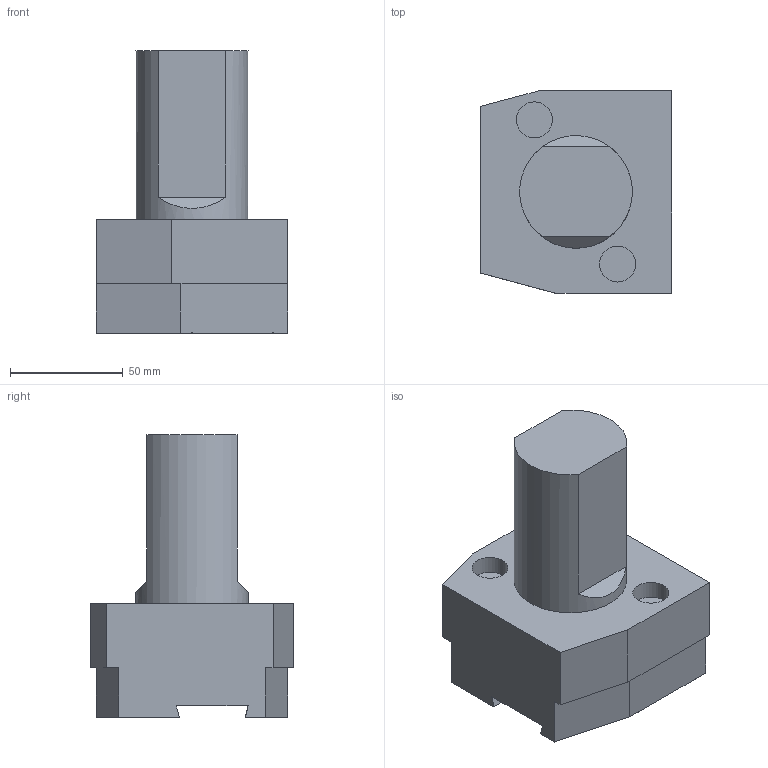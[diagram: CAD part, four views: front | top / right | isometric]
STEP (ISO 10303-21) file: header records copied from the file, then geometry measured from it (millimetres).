
FILE_DESCRIPTION(/* description */ (''),/* implementation_level */ '2;1');
FILE_NAME(/* name */ '1597064742323.stp',/* time_stamp */ '2020-08-10T15:05:49+02:00',/* author */ (''),/* organization */ ('SMS'),/* preprocessor_version */ 'ST-DEVELOPER v16.7',/* originating_system */ 'SIEMENS PLM Software NX 12.0',/* authorisation */ '');
FILE_SCHEMA (('AUTOMOTIVE_DESIGN { 1 0 10303 214 3 1 1 1 }'));
Length unit declared in the file: millimetre
Products named in the file (1): 201751576mod000_01
Bounding box: 85 x 90 x 125.5 mm (x, y, z)
Volume: 479193.3 mm3; surface area: 44475.1 mm2
Topology: 1 solids, 1 shells, 36 faces, 93 edges, 65 vertices
Faces by surface type: plane 33, cylinder 3
Full cylindrical faces by diameter (mm): 16 x2, 50 x1
Entity records: 1131 total; most frequent: CARTESIAN_POINT 193, ORIENTED_EDGE 178, DIRECTION 178, EDGE_CURVE 89, LINE 80, VECTOR 80, VERTEX_POINT 61, AXIS2_PLACEMENT_3D 49
